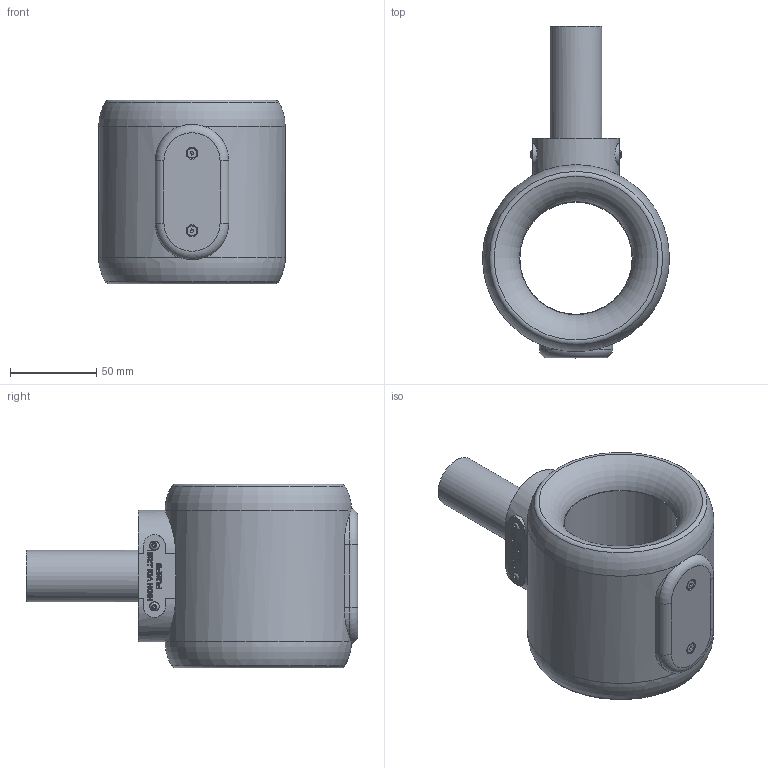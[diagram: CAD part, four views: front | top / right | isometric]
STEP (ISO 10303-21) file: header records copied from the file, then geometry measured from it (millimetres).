
FILE_DESCRIPTION (( 'STEP AP214' ), '1' );
FILE_NAME ('P-065-030-rev-A-FR.STEP', '2025-06-10T06:12:55', ( '' ), ( '' ), 'SwSTEP 2.0', 'SolidWorks 2024', '' );
FILE_SCHEMA (( 'AUTOMOTIVE_DESIGN' ));
Length unit declared in the file: millimetre
Products named in the file (1): P-065-030-rev-A-FR
Bounding box: 108 x 192.01 x 106.16 mm (x, y, z)
Volume: 684035.4 mm3; surface area: 76138.5 mm2
Topology: 1 solids, 5 shells, 561 faces, 1457 edges, 955 vertices
Faces by surface type: plane 379, bspline 120, cylinder 38, torus 12, cone 8, sphere 4
Full cylindrical faces by diameter (mm): 3 x4, 3.5 x4, 5.7 x2, 6.8 x6, 30 x1, 65 x1
Entity records: 20596 total; most frequent: CARTESIAN_POINT 6790, ORIENTED_EDGE 2794, DIRECTION 1858, EDGE_CURVE 1397, VERTEX_POINT 931, LINE 728, VECTOR 728, EDGE_LOOP 656
